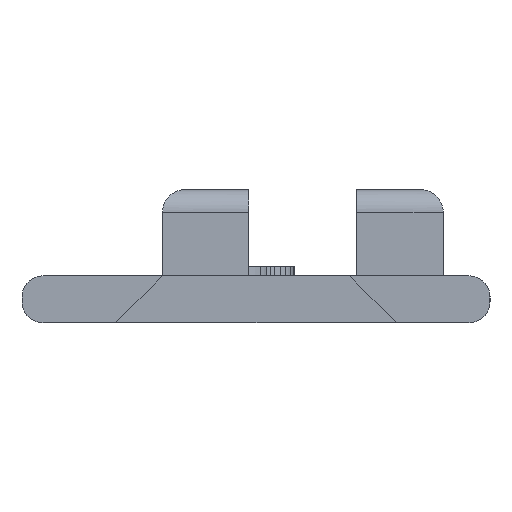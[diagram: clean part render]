
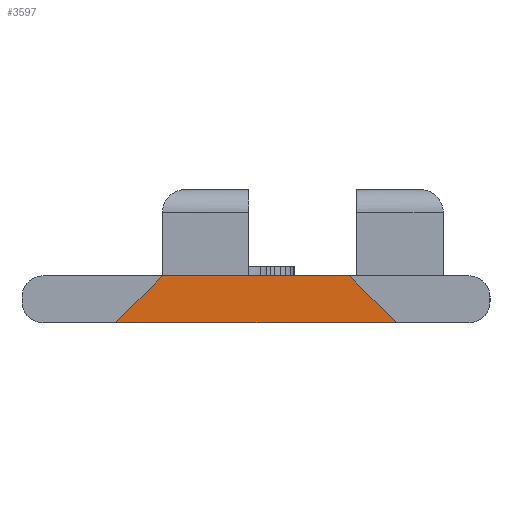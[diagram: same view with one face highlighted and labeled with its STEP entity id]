
A CAD part, left-side view. The second image highlights one B-rep face of the part: STEP entity #3597.
In plain terms, the highlighted planar face has unit normal (-1, 0, 0).
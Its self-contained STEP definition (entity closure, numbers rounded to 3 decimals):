
#101 = PLANE('',#102);
#102 = AXIS2_PLACEMENT_3D('',#103,#104,#105);
#103 = CARTESIAN_POINT('',(0.,75.,-1.));
#104 = DIRECTION('',(0.,0.,1.));
#105 = DIRECTION('',(1.,0.,0.));
#129 = PLANE('',#130);
#130 = AXIS2_PLACEMENT_3D('',#131,#132,#133);
#131 = CARTESIAN_POINT('',(-2.,79.,-1.));
#132 = DIRECTION('',(-0.,0.707,-0.707));
#133 = DIRECTION('',(0.,-0.707,-0.707));
#157 = PLANE('',#158);
#158 = AXIS2_PLACEMENT_3D('',#159,#160,#161);
#159 = CARTESIAN_POINT('',(0.,75.,1.));
#160 = DIRECTION('',(0.,0.,1.));
#161 = DIRECTION('',(1.,0.,0.));
#527 = VERTEX_POINT('',#528);
#528 = CARTESIAN_POINT('',(-2.,89.,1.));
#542 = PLANE('',#543);
#543 = AXIS2_PLACEMENT_3D('',#544,#545,#546);
#544 = CARTESIAN_POINT('',(-2.,89.,1.));
#545 = DIRECTION('',(0.,-0.707,-0.707));
#546 = DIRECTION('',(0.,-0.707,0.707));
#554 = EDGE_CURVE('',#555,#527,#557,.T.);
#555 = VERTEX_POINT('',#556);
#556 = CARTESIAN_POINT('',(-2.,81.,1.));
#557 = SURFACE_CURVE('',#558,(#562,#569),.PCURVE_S1.);
#558 = LINE('',#559,#560);
#559 = CARTESIAN_POINT('',(-2.,81.,1.));
#560 = VECTOR('',#561,1.);
#561 = DIRECTION('',(-0.,1.,-0.));
#562 = PCURVE('',#157,#563);
#563 = DEFINITIONAL_REPRESENTATION('',(#564),#568);
#564 = LINE('',#565,#566);
#565 = CARTESIAN_POINT('',(-2.,6.));
#566 = VECTOR('',#567,1.);
#567 = DIRECTION('',(0.,1.));
#568 = ( GEOMETRIC_REPRESENTATION_CONTEXT(2) 
PARAMETRIC_REPRESENTATION_CONTEXT() REPRESENTATION_CONTEXT('2D SPACE',''
  ) );
#569 = PCURVE('',#570,#575);
#570 = PLANE('',#571);
#571 = AXIS2_PLACEMENT_3D('',#572,#573,#574);
#572 = CARTESIAN_POINT('',(-2.,85.,-0.156));
#573 = DIRECTION('',(1.,-0.,-0.));
#574 = DIRECTION('',(0.,0.,1.));
#575 = DEFINITIONAL_REPRESENTATION('',(#576),#580);
#576 = LINE('',#577,#578);
#577 = CARTESIAN_POINT('',(1.156,4.));
#578 = VECTOR('',#579,1.);
#579 = DIRECTION('',(-0.,-1.));
#580 = ( GEOMETRIC_REPRESENTATION_CONTEXT(2) 
PARAMETRIC_REPRESENTATION_CONTEXT() REPRESENTATION_CONTEXT('2D SPACE',''
  ) );
#3232 = VERTEX_POINT('',#3233);
#3233 = CARTESIAN_POINT('',(-2.,79.,-1.));
#3256 = EDGE_CURVE('',#3232,#555,#3257,.T.);
#3257 = SURFACE_CURVE('',#3258,(#3262,#3269),.PCURVE_S1.);
#3258 = LINE('',#3259,#3260);
#3259 = CARTESIAN_POINT('',(-2.,79.,-1.));
#3260 = VECTOR('',#3261,1.);
#3261 = DIRECTION('',(-0.,0.707,0.707));
#3262 = PCURVE('',#129,#3263);
#3263 = DEFINITIONAL_REPRESENTATION('',(#3264),#3268);
#3264 = LINE('',#3265,#3266);
#3265 = CARTESIAN_POINT('',(-0.,-0.));
#3266 = VECTOR('',#3267,1.);
#3267 = DIRECTION('',(-1.,-0.));
#3268 = ( GEOMETRIC_REPRESENTATION_CONTEXT(2) 
PARAMETRIC_REPRESENTATION_CONTEXT() REPRESENTATION_CONTEXT('2D SPACE',''
  ) );
#3269 = PCURVE('',#570,#3270);
#3270 = DEFINITIONAL_REPRESENTATION('',(#3271),#3275);
#3271 = LINE('',#3272,#3273);
#3272 = CARTESIAN_POINT('',(-0.844,6.));
#3273 = VECTOR('',#3274,1.);
#3274 = DIRECTION('',(0.707,-0.707));
#3275 = ( GEOMETRIC_REPRESENTATION_CONTEXT(2) 
PARAMETRIC_REPRESENTATION_CONTEXT() REPRESENTATION_CONTEXT('2D SPACE',''
  ) );
#3471 = VERTEX_POINT('',#3472);
#3472 = CARTESIAN_POINT('',(-2.,91.,-1.));
#3493 = EDGE_CURVE('',#3471,#3232,#3494,.T.);
#3494 = SURFACE_CURVE('',#3495,(#3499,#3506),.PCURVE_S1.);
#3495 = LINE('',#3496,#3497);
#3496 = CARTESIAN_POINT('',(-2.,91.,-1.));
#3497 = VECTOR('',#3498,1.);
#3498 = DIRECTION('',(-0.,-1.,-0.));
#3499 = PCURVE('',#101,#3500);
#3500 = DEFINITIONAL_REPRESENTATION('',(#3501),#3505);
#3501 = LINE('',#3502,#3503);
#3502 = CARTESIAN_POINT('',(-2.,16.));
#3503 = VECTOR('',#3504,1.);
#3504 = DIRECTION('',(0.,-1.));
#3505 = ( GEOMETRIC_REPRESENTATION_CONTEXT(2) 
PARAMETRIC_REPRESENTATION_CONTEXT() REPRESENTATION_CONTEXT('2D SPACE',''
  ) );
#3506 = PCURVE('',#570,#3507);
#3507 = DEFINITIONAL_REPRESENTATION('',(#3508),#3512);
#3508 = LINE('',#3509,#3510);
#3509 = CARTESIAN_POINT('',(-0.844,-6.));
#3510 = VECTOR('',#3511,1.);
#3511 = DIRECTION('',(-0.,1.));
#3512 = ( GEOMETRIC_REPRESENTATION_CONTEXT(2) 
PARAMETRIC_REPRESENTATION_CONTEXT() REPRESENTATION_CONTEXT('2D SPACE',''
  ) );
#3597 = ADVANCED_FACE('',(#3598),#570,.F.);
#3598 = FACE_BOUND('',#3599,.T.);
#3599 = EDGE_LOOP('',(#3600,#3601,#3602,#3623));
#3600 = ORIENTED_EDGE('',*,*,#3256,.T.);
#3601 = ORIENTED_EDGE('',*,*,#554,.T.);
#3602 = ORIENTED_EDGE('',*,*,#3603,.T.);
#3603 = EDGE_CURVE('',#527,#3471,#3604,.T.);
#3604 = SURFACE_CURVE('',#3605,(#3609,#3616),.PCURVE_S1.);
#3605 = LINE('',#3606,#3607);
#3606 = CARTESIAN_POINT('',(-2.,89.,1.));
#3607 = VECTOR('',#3608,1.);
#3608 = DIRECTION('',(-0.,0.707,-0.707));
#3609 = PCURVE('',#570,#3610);
#3610 = DEFINITIONAL_REPRESENTATION('',(#3611),#3615);
#3611 = LINE('',#3612,#3613);
#3612 = CARTESIAN_POINT('',(1.156,-4.));
#3613 = VECTOR('',#3614,1.);
#3614 = DIRECTION('',(-0.707,-0.707));
#3615 = ( GEOMETRIC_REPRESENTATION_CONTEXT(2) 
PARAMETRIC_REPRESENTATION_CONTEXT() REPRESENTATION_CONTEXT('2D SPACE',''
  ) );
#3616 = PCURVE('',#542,#3617);
#3617 = DEFINITIONAL_REPRESENTATION('',(#3618),#3622);
#3618 = LINE('',#3619,#3620);
#3619 = CARTESIAN_POINT('',(-0.,-0.));
#3620 = VECTOR('',#3621,1.);
#3621 = DIRECTION('',(-1.,0.));
#3622 = ( GEOMETRIC_REPRESENTATION_CONTEXT(2) 
PARAMETRIC_REPRESENTATION_CONTEXT() REPRESENTATION_CONTEXT('2D SPACE',''
  ) );
#3623 = ORIENTED_EDGE('',*,*,#3493,.T.);
